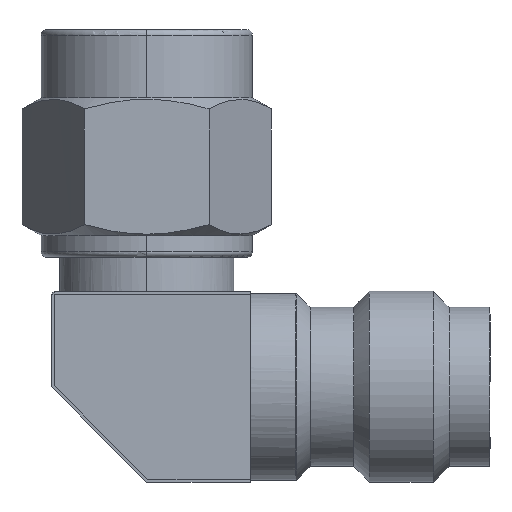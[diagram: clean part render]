
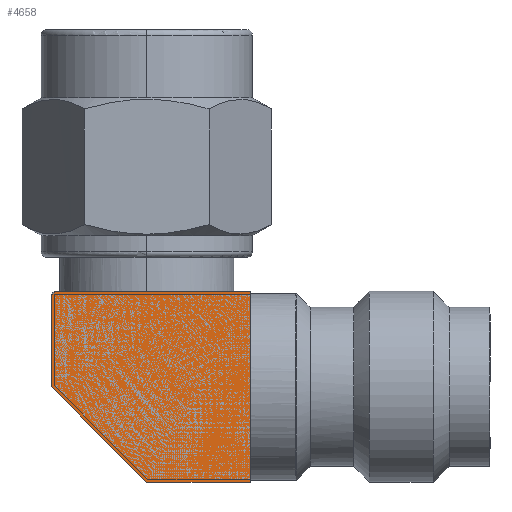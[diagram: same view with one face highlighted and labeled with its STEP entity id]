
A CAD part, left-side view. The second image highlights one B-rep face of the part: STEP entity #4658.
In plain terms, the highlighted planar face has unit normal (-1, 0, 0).
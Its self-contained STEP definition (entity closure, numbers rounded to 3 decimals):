
#111 = LINE ( 'NONE', #995, #5473 ) ;
#141 = ORIENTED_EDGE ( 'NONE', *, *, #3811, .T. ) ;
#257 = EDGE_LOOP ( 'NONE', ( #1559, #2973, #5762, #1373, #1586, #2660, #141 ) ) ;
#304 = VERTEX_POINT ( 'NONE', #2411 ) ;
#375 = EDGE_CURVE ( 'NONE', #4527, #2813, #111, .T. ) ;
#416 = EDGE_CURVE ( 'NONE', #304, #5246, #3982, .T. ) ;
#539 = DIRECTION ( 'NONE',  ( 0., -0.707, -0.707 ) ) ;
#731 = CARTESIAN_POINT ( 'NONE',  ( -3.536, 7.035, 13.89 ) ) ;
#883 = EDGE_CURVE ( 'NONE', #2840, #1314, #2944, .T. ) ;
#995 = CARTESIAN_POINT ( 'NONE',  ( -3.536, 3.535, 10.39 ) ) ;
#1307 = VECTOR ( 'NONE', #1897, 1000. ) ;
#1314 = VERTEX_POINT ( 'NONE', #731 ) ;
#1373 = ORIENTED_EDGE ( 'NONE', *, *, #883, .T. ) ;
#1447 = CARTESIAN_POINT ( 'NONE',  ( -3.536, -0.265, 17.29 ) ) ;
#1470 = LINE ( 'NONE', #1447, #1307 ) ;
#1534 = VECTOR ( 'NONE', #4973, 1000. ) ;
#1559 = ORIENTED_EDGE ( 'NONE', *, *, #4315, .T. ) ;
#1560 = DIRECTION ( 'NONE',  ( -1., 0., 0. ) ) ;
#1586 = ORIENTED_EDGE ( 'NONE', *, *, #1740, .T. ) ;
#1740 = EDGE_CURVE ( 'NONE', #1314, #4527, #2882, .T. ) ;
#1882 = LINE ( 'NONE', #5091, #3620 ) ;
#1897 = DIRECTION ( 'NONE',  ( 0., 0., 1. ) ) ;
#1960 = DIRECTION ( 'NONE',  ( 0., -1., 0. ) ) ;
#2411 = CARTESIAN_POINT ( 'NONE',  ( -3.536, 6.935, 17.39 ) ) ;
#2660 = ORIENTED_EDGE ( 'NONE', *, *, #375, .T. ) ;
#2722 = CARTESIAN_POINT ( 'NONE',  ( -3.536, 3.535, 10.39 ) ) ;
#2813 = VERTEX_POINT ( 'NONE', #4199 ) ;
#2840 = VERTEX_POINT ( 'NONE', #5737 ) ;
#2841 = CARTESIAN_POINT ( 'NONE',  ( -3.536, 0., 0. ) ) ;
#2846 = DIRECTION ( 'NONE',  ( 0., 1., 0. ) ) ;
#2882 = LINE ( 'NONE', #3749, #5463 ) ;
#2944 = LINE ( 'NONE', #3042, #3936 ) ;
#2973 = ORIENTED_EDGE ( 'NONE', *, *, #416, .T. ) ;
#3042 = CARTESIAN_POINT ( 'NONE',  ( -3.536, 7.035, 17.29 ) ) ;
#3052 = VERTEX_POINT ( 'NONE', #5069 ) ;
#3620 = VECTOR ( 'NONE', #4072, 1000. ) ;
#3638 = EDGE_CURVE ( 'NONE', #5246, #2840, #1882, .T. ) ;
#3749 = CARTESIAN_POINT ( 'NONE',  ( -3.536, 7.035, 13.89 ) ) ;
#3811 = EDGE_CURVE ( 'NONE', #2813, #3052, #1470, .T. ) ;
#3843 = DIRECTION ( 'NONE',  ( 0., 0., 1. ) ) ;
#3899 = VECTOR ( 'NONE', #2846, 1000. ) ;
#3936 = VECTOR ( 'NONE', #5731, 1000. ) ;
#3982 = LINE ( 'NONE', #4582, #1534 ) ;
#4072 = DIRECTION ( 'NONE',  ( 0., 1., 0. ) ) ;
#4199 = CARTESIAN_POINT ( 'NONE',  ( -3.536, -0.265, 10.39 ) ) ;
#4266 = PLANE ( 'NONE',  #4858 ) ;
#4315 = EDGE_CURVE ( 'NONE', #3052, #304, #5148, .T. ) ;
#4527 = VERTEX_POINT ( 'NONE', #2722 ) ;
#4582 = CARTESIAN_POINT ( 'NONE',  ( -3.536, 6.935, 17.39 ) ) ;
#4658 = ADVANCED_FACE ( 'NONE', ( #5587 ), #4266, .T. ) ;
#4671 = CARTESIAN_POINT ( 'NONE',  ( -3.536, 6.935, 17.29 ) ) ;
#4858 = AXIS2_PLACEMENT_3D ( 'NONE', #2841, #1560, #3843 ) ;
#4973 = DIRECTION ( 'NONE',  ( 0., 0., -1. ) ) ;
#5069 = CARTESIAN_POINT ( 'NONE',  ( -3.536, -0.265, 17.39 ) ) ;
#5091 = CARTESIAN_POINT ( 'NONE',  ( -3.536, 6.935, 17.29 ) ) ;
#5148 = LINE ( 'NONE', #5231, #3899 ) ;
#5231 = CARTESIAN_POINT ( 'NONE',  ( -3.536, -0.265, 17.39 ) ) ;
#5246 = VERTEX_POINT ( 'NONE', #4671 ) ;
#5463 = VECTOR ( 'NONE', #539, 1000. ) ;
#5473 = VECTOR ( 'NONE', #1960, 1000. ) ;
#5587 = FACE_OUTER_BOUND ( 'NONE', #257, .T. ) ;
#5731 = DIRECTION ( 'NONE',  ( 0., 0., -1. ) ) ;
#5737 = CARTESIAN_POINT ( 'NONE',  ( -3.536, 7.035, 17.29 ) ) ;
#5762 = ORIENTED_EDGE ( 'NONE', *, *, #3638, .T. ) ;
